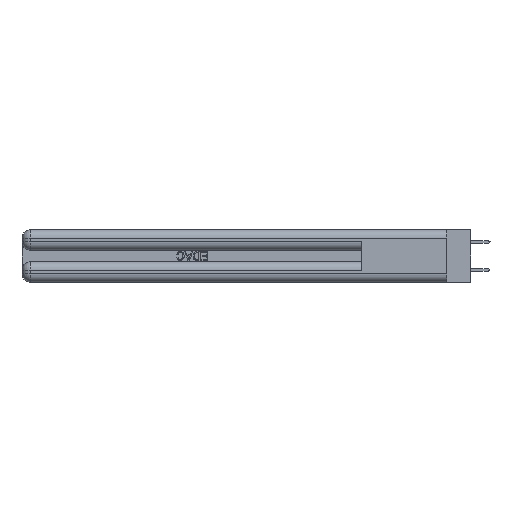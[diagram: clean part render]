
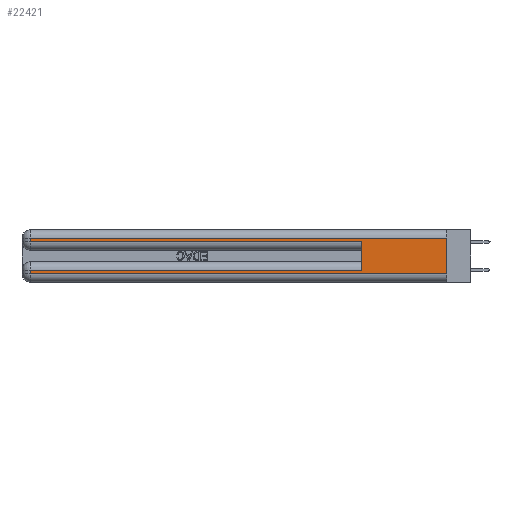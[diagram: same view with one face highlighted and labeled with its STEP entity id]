
A CAD part, left-side view. The second image highlights one B-rep face of the part: STEP entity #22421.
In plain terms, the highlighted planar face has unit normal (-1, 0, 0).
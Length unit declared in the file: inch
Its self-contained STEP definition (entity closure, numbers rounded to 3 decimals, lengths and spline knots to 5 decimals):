
#485 = DIRECTION ( 'NONE',  ( 0., -1., 0. ) ) ;
#730 = CARTESIAN_POINT ( 'NONE',  ( 0., 0., 0.37 ) ) ;
#1055 = EDGE_LOOP ( 'NONE', ( #6496, #13420, #6388, #8686, #17136, #7088, #21497, #14589 ) ) ;
#2184 = LINE ( 'NONE', #22622, #23445 ) ;
#3502 = CARTESIAN_POINT ( 'NONE',  ( 0., 0., 0.06 ) ) ;
#4472 = VERTEX_POINT ( 'NONE', #18768 ) ;
#4663 = DIRECTION ( 'NONE',  ( 0., 0., 1. ) ) ;
#4930 = DIRECTION ( 'NONE',  ( 0., 0., -1. ) ) ;
#5195 = LINE ( 'NONE', #31444, #26172 ) ;
#5216 = EDGE_CURVE ( 'NONE', #24557, #34334, #17719, .T. ) ;
#6388 = ORIENTED_EDGE ( 'NONE', *, *, #25674, .T. ) ;
#6496 = ORIENTED_EDGE ( 'NONE', *, *, #27855, .F. ) ;
#7088 = ORIENTED_EDGE ( 'NONE', *, *, #5216, .T. ) ;
#7781 = LINE ( 'NONE', #37479, #18181 ) ;
#8686 = ORIENTED_EDGE ( 'NONE', *, *, #34694, .T. ) ;
#9054 = LINE ( 'NONE', #20904, #34865 ) ;
#9507 = CARTESIAN_POINT ( 'NONE',  ( 0., 2.94, 0.37 ) ) ;
#11104 = EDGE_CURVE ( 'NONE', #31944, #28666, #27589, .T. ) ;
#13354 = VECTOR ( 'NONE', #14431, 39.37008 ) ;
#13392 = CARTESIAN_POINT ( 'NONE',  ( 0., 2.94, 0.06 ) ) ;
#13420 = ORIENTED_EDGE ( 'NONE', *, *, #15148, .T. ) ;
#14431 = DIRECTION ( 'NONE',  ( 0., 1., 0. ) ) ;
#14589 = ORIENTED_EDGE ( 'NONE', *, *, #11104, .T. ) ;
#14676 = DIRECTION ( 'NONE',  ( 0., 0., -1. ) ) ;
#14848 = EDGE_CURVE ( 'NONE', #34334, #31944, #27366, .T. ) ;
#15148 = EDGE_CURVE ( 'NONE', #27607, #31011, #5195, .T. ) ;
#15374 = DIRECTION ( 'NONE',  ( 0., -1., 0. ) ) ;
#15828 = AXIS2_PLACEMENT_3D ( 'NONE', #730, #25431, #34900 ) ;
#16133 = CARTESIAN_POINT ( 'NONE',  ( 0., 2.94, 0.085 ) ) ;
#17136 = ORIENTED_EDGE ( 'NONE', *, *, #35909, .F. ) ;
#17719 = LINE ( 'NONE', #32470, #13354 ) ;
#18181 = VECTOR ( 'NONE', #4663, 39.37008 ) ;
#18433 = FACE_OUTER_BOUND ( 'NONE', #1055, .T. ) ;
#18768 = CARTESIAN_POINT ( 'NONE',  ( 0., 0.6, 0.285 ) ) ;
#19317 = CARTESIAN_POINT ( 'NONE',  ( 0., 0.6, 0.085 ) ) ;
#20904 = CARTESIAN_POINT ( 'NONE',  ( 0., 0., 0.285 ) ) ;
#21497 = ORIENTED_EDGE ( 'NONE', *, *, #14848, .T. ) ;
#21828 = VECTOR ( 'NONE', #23701, 39.37008 ) ;
#22421 = ADVANCED_FACE ( 'NONE', ( #18433 ), #30278, .F. ) ;
#22622 = CARTESIAN_POINT ( 'NONE',  ( 0., 2.94, 0.37 ) ) ;
#22836 = VECTOR ( 'NONE', #14676, 39.37008 ) ;
#23445 = VECTOR ( 'NONE', #4930, 39.37008 ) ;
#23701 = DIRECTION ( 'NONE',  ( 0., 0., -1. ) ) ;
#24557 = VERTEX_POINT ( 'NONE', #19317 ) ;
#25431 = DIRECTION ( 'NONE',  ( 1., 0., 0. ) ) ;
#25569 = CARTESIAN_POINT ( 'NONE',  ( 0., 0., 0.31 ) ) ;
#25674 = EDGE_CURVE ( 'NONE', #31011, #32479, #2184, .T. ) ;
#26172 = VECTOR ( 'NONE', #37633, 39.37008 ) ;
#26703 = LINE ( 'NONE', #34674, #22836 ) ;
#27366 = LINE ( 'NONE', #9507, #21828 ) ;
#27589 = LINE ( 'NONE', #3502, #30950 ) ;
#27607 = VERTEX_POINT ( 'NONE', #25569 ) ;
#27855 = EDGE_CURVE ( 'NONE', #27607, #28666, #26703, .T. ) ;
#28666 = VERTEX_POINT ( 'NONE', #32233 ) ;
#29812 = CARTESIAN_POINT ( 'NONE',  ( 0., 2.94, 0.285 ) ) ;
#30278 = PLANE ( 'NONE',  #15828 ) ;
#30950 = VECTOR ( 'NONE', #15374, 39.37008 ) ;
#31011 = VERTEX_POINT ( 'NONE', #33910 ) ;
#31444 = CARTESIAN_POINT ( 'NONE',  ( 0., 0., 0.31 ) ) ;
#31944 = VERTEX_POINT ( 'NONE', #13392 ) ;
#32233 = CARTESIAN_POINT ( 'NONE',  ( 0., 0., 0.06 ) ) ;
#32470 = CARTESIAN_POINT ( 'NONE',  ( 0., 0., 0.085 ) ) ;
#32479 = VERTEX_POINT ( 'NONE', #29812 ) ;
#33910 = CARTESIAN_POINT ( 'NONE',  ( 0., 2.94, 0.31 ) ) ;
#34334 = VERTEX_POINT ( 'NONE', #16133 ) ;
#34674 = CARTESIAN_POINT ( 'NONE',  ( 0., 0., 0.37 ) ) ;
#34694 = EDGE_CURVE ( 'NONE', #32479, #4472, #9054, .T. ) ;
#34865 = VECTOR ( 'NONE', #485, 39.37008 ) ;
#34900 = DIRECTION ( 'NONE',  ( 0., 0., -1. ) ) ;
#35909 = EDGE_CURVE ( 'NONE', #24557, #4472, #7781, .T. ) ;
#37479 = CARTESIAN_POINT ( 'NONE',  ( 0., 0.6, 0.145 ) ) ;
#37633 = DIRECTION ( 'NONE',  ( 0., 1., 0. ) ) ;
